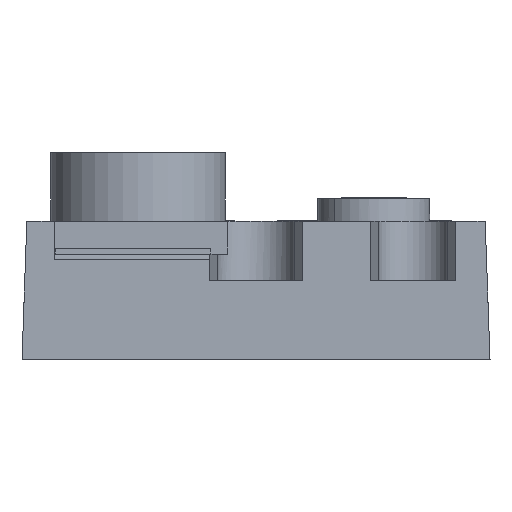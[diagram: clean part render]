
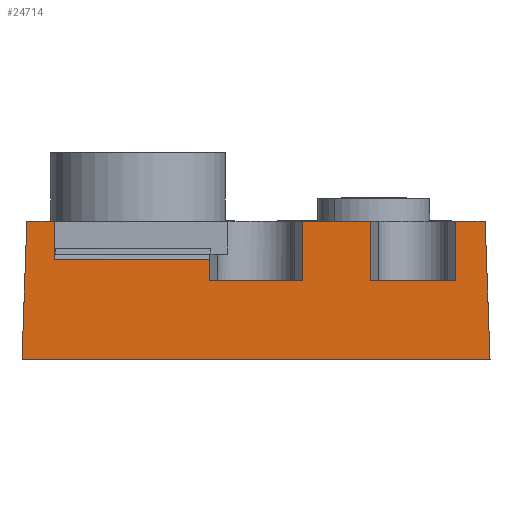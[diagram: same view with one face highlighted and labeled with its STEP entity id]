
A CAD part, left-side view. The second image highlights one B-rep face of the part: STEP entity #24714.
In plain terms, the highlighted planar face has unit normal (-1, 0, 0.018).
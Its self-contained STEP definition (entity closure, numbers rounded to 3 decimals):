
#24687=AXIS2_PLACEMENT_3D('Plane Axis2P3D',#24684,#24685,#24686) ;
#267=CARTESIAN_POINT('Vertex',(0.,0.,0.)) ;
#270=CARTESIAN_POINT('Line Origine',(0.,29.793,0.)) ;
#274=CARTESIAN_POINT('Vertex',(0.,59.585,0.)) ;
#659=CARTESIAN_POINT('Vertex',(0.307,58.971,17.6)) ;
#722=CARTESIAN_POINT('Vertex',(0.221,59.142,12.687)) ;
#725=CARTESIAN_POINT('Line Origine',(0.264,59.057,15.143)) ;
#751=CARTESIAN_POINT('Line Origine',(0.111,59.364,6.344)) ;
#768=CARTESIAN_POINT('Line Origine',(0.111,0.222,6.344)) ;
#772=CARTESIAN_POINT('Vertex',(0.221,0.443,12.687)) ;
#855=CARTESIAN_POINT('Vertex',(0.307,0.615,17.6)) ;
#858=CARTESIAN_POINT('Line Origine',(0.264,0.529,15.143)) ;
#1085=CARTESIAN_POINT('Vertex',(0.307,55.493,17.6)) ;
#1106=CARTESIAN_POINT('Vertex',(0.307,23.889,17.6)) ;
#1109=CARTESIAN_POINT('Line Origine',(0.307,19.539,17.6)) ;
#1113=CARTESIAN_POINT('Vertex',(0.307,15.189,17.6)) ;
#1134=CARTESIAN_POINT('Vertex',(0.307,4.397,17.6)) ;
#1137=CARTESIAN_POINT('Line Origine',(0.307,2.506,17.6)) ;
#1152=CARTESIAN_POINT('Line Origine',(0.307,57.232,17.6)) ;
#2339=CARTESIAN_POINT('Vertex',(0.175,23.866,10.)) ;
#2355=CARTESIAN_POINT('Vertex',(0.175,35.72,10.)) ;
#2358=CARTESIAN_POINT('Line Origine',(0.175,29.793,10.)) ;
#2390=CARTESIAN_POINT('Vertex',(0.222,55.493,12.697)) ;
#2405=CARTESIAN_POINT('Line Origine',(0.264,55.493,15.148)) ;
#2480=CARTESIAN_POINT('Line Origine',(0.198,23.87,11.322)) ;
#2484=CARTESIAN_POINT('Vertex',(0.221,23.874,12.644)) ;
#2487=CARTESIAN_POINT('Line Origine',(0.221,23.874,12.665)) ;
#2491=CARTESIAN_POINT('Vertex',(0.221,23.874,12.687)) ;
#2494=CARTESIAN_POINT('Line Origine',(0.264,23.881,15.144)) ;
#2514=CARTESIAN_POINT('Line Origine',(0.221,15.204,12.665)) ;
#2518=CARTESIAN_POINT('Vertex',(0.221,15.204,12.644)) ;
#2520=CARTESIAN_POINT('Vertex',(0.221,15.204,12.687)) ;
#2523=CARTESIAN_POINT('Line Origine',(0.198,15.208,11.322)) ;
#2527=CARTESIAN_POINT('Vertex',(0.175,15.212,10.)) ;
#2542=CARTESIAN_POINT('Line Origine',(0.264,15.196,15.144)) ;
#2591=CARTESIAN_POINT('Vertex',(0.175,4.373,10.)) ;
#2594=CARTESIAN_POINT('Line Origine',(0.198,4.377,11.322)) ;
#2598=CARTESIAN_POINT('Vertex',(0.221,4.381,12.644)) ;
#2601=CARTESIAN_POINT('Line Origine',(0.221,4.381,12.665)) ;
#2605=CARTESIAN_POINT('Vertex',(0.221,4.382,12.687)) ;
#2608=CARTESIAN_POINT('Line Origine',(0.264,4.389,15.144)) ;
#6003=CARTESIAN_POINT('Vertex',(0.222,35.712,12.695)) ;
#6007=CARTESIAN_POINT('Control Point',(0.222,35.712,12.695)) ;
#6008=CARTESIAN_POINT('Control Point',(0.222,35.712,12.693)) ;
#6009=CARTESIAN_POINT('Control Point',(0.222,35.712,12.692)) ;
#6010=CARTESIAN_POINT('Control Point',(0.222,35.712,12.69)) ;
#6011=CARTESIAN_POINT('Control Point',(0.221,35.712,12.689)) ;
#6012=CARTESIAN_POINT('Control Point',(0.221,35.712,12.687)) ;
#6013=CARTESIAN_POINT('Vertex',(0.221,35.712,12.687)) ;
#6016=CARTESIAN_POINT('Line Origine',(0.198,35.716,11.344)) ;
#6044=CARTESIAN_POINT('Control Point',(0.222,35.712,12.695)) ;
#6045=CARTESIAN_POINT('Control Point',(0.222,42.305,12.695)) ;
#6046=CARTESIAN_POINT('Control Point',(0.222,48.899,12.696)) ;
#6047=CARTESIAN_POINT('Control Point',(0.222,55.493,12.697)) ;
#6102=CARTESIAN_POINT('Line Origine',(0.175,9.793,10.)) ;
#24684=CARTESIAN_POINT('Axis2P3D Location',(0.,0.,0.)) ;
#271=DIRECTION('Vector Direction',(0.,-1.,0.)) ;
#726=DIRECTION('Vector Direction',(-0.017,0.035,-0.999)) ;
#752=DIRECTION('Vector Direction',(0.017,-0.035,0.999)) ;
#769=DIRECTION('Vector Direction',(0.017,0.035,0.999)) ;
#859=DIRECTION('Vector Direction',(-0.017,-0.035,-0.999)) ;
#1110=DIRECTION('Vector Direction',(0.,1.,0.)) ;
#1138=DIRECTION('Vector Direction',(0.,1.,0.)) ;
#1153=DIRECTION('Vector Direction',(0.,1.,0.)) ;
#2359=DIRECTION('Vector Direction',(0.,1.,0.)) ;
#2406=DIRECTION('Vector Direction',(0.017,0.,1.)) ;
#2481=DIRECTION('Vector Direction',(0.017,0.003,1.)) ;
#2488=DIRECTION('Vector Direction',(0.,0.,-1.)) ;
#2495=DIRECTION('Vector Direction',(0.017,0.003,1.)) ;
#2515=DIRECTION('Vector Direction',(0.,0.,-1.)) ;
#2524=DIRECTION('Vector Direction',(0.017,-0.003,1.)) ;
#2543=DIRECTION('Vector Direction',(0.017,-0.003,1.)) ;
#2595=DIRECTION('Vector Direction',(0.017,0.003,1.)) ;
#2602=DIRECTION('Vector Direction',(0.,0.,-1.)) ;
#2609=DIRECTION('Vector Direction',(0.017,0.003,1.)) ;
#6017=DIRECTION('Vector Direction',(0.017,-0.003,1.)) ;
#6103=DIRECTION('Vector Direction',(0.,-1.,0.)) ;
#24685=DIRECTION('Axis2P3D Direction',(-1.,0.,0.017)) ;
#24686=DIRECTION('Axis2P3D XDirection',(0.017,0.,1.)) ;
#272=VECTOR('Line Direction',#271,1.) ;
#727=VECTOR('Line Direction',#726,1.) ;
#753=VECTOR('Line Direction',#752,1.) ;
#770=VECTOR('Line Direction',#769,1.) ;
#860=VECTOR('Line Direction',#859,1.) ;
#1111=VECTOR('Line Direction',#1110,1.) ;
#1139=VECTOR('Line Direction',#1138,1.) ;
#1154=VECTOR('Line Direction',#1153,1.) ;
#2360=VECTOR('Line Direction',#2359,1.) ;
#2407=VECTOR('Line Direction',#2406,1.) ;
#2482=VECTOR('Line Direction',#2481,1.) ;
#2489=VECTOR('Line Direction',#2488,1.) ;
#2496=VECTOR('Line Direction',#2495,1.) ;
#2516=VECTOR('Line Direction',#2515,1.) ;
#2525=VECTOR('Line Direction',#2524,1.) ;
#2544=VECTOR('Line Direction',#2543,1.) ;
#2596=VECTOR('Line Direction',#2595,1.) ;
#2603=VECTOR('Line Direction',#2602,1.) ;
#2610=VECTOR('Line Direction',#2609,1.) ;
#6018=VECTOR('Line Direction',#6017,1.) ;
#6104=VECTOR('Line Direction',#6103,1.) ;
#24690=ORIENTED_EDGE('',*,*,#755,.F.) ;
#24691=ORIENTED_EDGE('',*,*,#276,.F.) ;
#24692=ORIENTED_EDGE('',*,*,#774,.F.) ;
#24693=ORIENTED_EDGE('',*,*,#862,.F.) ;
#24694=ORIENTED_EDGE('',*,*,#1141,.T.) ;
#24695=ORIENTED_EDGE('',*,*,#2612,.F.) ;
#24696=ORIENTED_EDGE('',*,*,#2607,.F.) ;
#24697=ORIENTED_EDGE('',*,*,#2600,.F.) ;
#24698=ORIENTED_EDGE('',*,*,#6106,.T.) ;
#24699=ORIENTED_EDGE('',*,*,#2529,.T.) ;
#24700=ORIENTED_EDGE('',*,*,#2522,.T.) ;
#24701=ORIENTED_EDGE('',*,*,#2546,.T.) ;
#24702=ORIENTED_EDGE('',*,*,#1115,.T.) ;
#24703=ORIENTED_EDGE('',*,*,#2498,.F.) ;
#24704=ORIENTED_EDGE('',*,*,#2493,.F.) ;
#24705=ORIENTED_EDGE('',*,*,#2486,.F.) ;
#24706=ORIENTED_EDGE('',*,*,#2362,.T.) ;
#24707=ORIENTED_EDGE('',*,*,#6020,.T.) ;
#24708=ORIENTED_EDGE('',*,*,#6015,.F.) ;
#24709=ORIENTED_EDGE('',*,*,#6048,.T.) ;
#24710=ORIENTED_EDGE('',*,*,#2409,.T.) ;
#24711=ORIENTED_EDGE('',*,*,#1156,.T.) ;
#24712=ORIENTED_EDGE('',*,*,#729,.T.) ;
#24714=ADVANCED_FACE('Hauptkoerper',(#24713),#24688,.T.) ;
#6006=B_SPLINE_CURVE_WITH_KNOTS('',5,(#6007,#6008,#6009,#6010,#6011,#6012),.UNSPECIFIED.,.F.,.U.,(6,6),(1.002,1.013),.UNSPECIFIED.) ;
#6043=B_SPLINE_CURVE_WITH_KNOTS('',3,(#6044,#6045,#6046,#6047),.UNSPECIFIED.,.F.,.U.,(4,4),(0.016,27.991),.UNSPECIFIED.) ;
#276=EDGE_CURVE('',#268,#275,#273,.F.) ;
#729=EDGE_CURVE('',#660,#723,#728,.T.) ;
#755=EDGE_CURVE('',#275,#723,#754,.T.) ;
#774=EDGE_CURVE('',#773,#268,#771,.F.) ;
#862=EDGE_CURVE('',#856,#773,#861,.T.) ;
#1115=EDGE_CURVE('',#1114,#1107,#1112,.T.) ;
#1141=EDGE_CURVE('',#856,#1135,#1140,.T.) ;
#1156=EDGE_CURVE('',#1086,#660,#1155,.T.) ;
#2362=EDGE_CURVE('',#2340,#2356,#2361,.T.) ;
#2409=EDGE_CURVE('',#2391,#1086,#2408,.T.) ;
#2486=EDGE_CURVE('',#2340,#2485,#2483,.T.) ;
#2493=EDGE_CURVE('',#2485,#2492,#2490,.F.) ;
#2498=EDGE_CURVE('',#2492,#1107,#2497,.T.) ;
#2522=EDGE_CURVE('',#2519,#2521,#2517,.F.) ;
#2529=EDGE_CURVE('',#2528,#2519,#2526,.T.) ;
#2546=EDGE_CURVE('',#2521,#1114,#2545,.T.) ;
#2600=EDGE_CURVE('',#2592,#2599,#2597,.T.) ;
#2607=EDGE_CURVE('',#2599,#2606,#2604,.F.) ;
#2612=EDGE_CURVE('',#2606,#1135,#2611,.T.) ;
#6015=EDGE_CURVE('',#6004,#6014,#6006,.T.) ;
#6020=EDGE_CURVE('',#2356,#6014,#6019,.T.) ;
#6048=EDGE_CURVE('',#6004,#2391,#6043,.T.) ;
#6106=EDGE_CURVE('',#2592,#2528,#6105,.F.) ;
#24689=EDGE_LOOP('',(#24690,#24691,#24692,#24693,#24694,#24695,#24696,#24697,#24698,#24699,#24700,#24701,#24702,#24703,#24704,#24705,#24706,#24707,#24708,#24709,#24710,#24711,#24712)) ;
#24713=FACE_OUTER_BOUND('',#24689,.T.) ;
#273=LINE('Line',#270,#272) ;
#728=LINE('Line',#725,#727) ;
#754=LINE('Line',#751,#753) ;
#771=LINE('Line',#768,#770) ;
#861=LINE('Line',#858,#860) ;
#1112=LINE('Line',#1109,#1111) ;
#1140=LINE('Line',#1137,#1139) ;
#1155=LINE('Line',#1152,#1154) ;
#2361=LINE('Line',#2358,#2360) ;
#2408=LINE('Line',#2405,#2407) ;
#2483=LINE('Line',#2480,#2482) ;
#2490=LINE('Line',#2487,#2489) ;
#2497=LINE('Line',#2494,#2496) ;
#2517=LINE('Line',#2514,#2516) ;
#2526=LINE('Line',#2523,#2525) ;
#2545=LINE('Line',#2542,#2544) ;
#2597=LINE('Line',#2594,#2596) ;
#2604=LINE('Line',#2601,#2603) ;
#2611=LINE('Line',#2608,#2610) ;
#6019=LINE('Line',#6016,#6018) ;
#6105=LINE('Line',#6102,#6104) ;
#24688=PLANE('',#24687) ;
#268=VERTEX_POINT('',#267) ;
#275=VERTEX_POINT('',#274) ;
#660=VERTEX_POINT('',#659) ;
#723=VERTEX_POINT('',#722) ;
#773=VERTEX_POINT('',#772) ;
#856=VERTEX_POINT('',#855) ;
#1086=VERTEX_POINT('',#1085) ;
#1107=VERTEX_POINT('',#1106) ;
#1114=VERTEX_POINT('',#1113) ;
#1135=VERTEX_POINT('',#1134) ;
#2340=VERTEX_POINT('',#2339) ;
#2356=VERTEX_POINT('',#2355) ;
#2391=VERTEX_POINT('',#2390) ;
#2485=VERTEX_POINT('',#2484) ;
#2492=VERTEX_POINT('',#2491) ;
#2519=VERTEX_POINT('',#2518) ;
#2521=VERTEX_POINT('',#2520) ;
#2528=VERTEX_POINT('',#2527) ;
#2592=VERTEX_POINT('',#2591) ;
#2599=VERTEX_POINT('',#2598) ;
#2606=VERTEX_POINT('',#2605) ;
#6004=VERTEX_POINT('',#6003) ;
#6014=VERTEX_POINT('',#6013) ;
